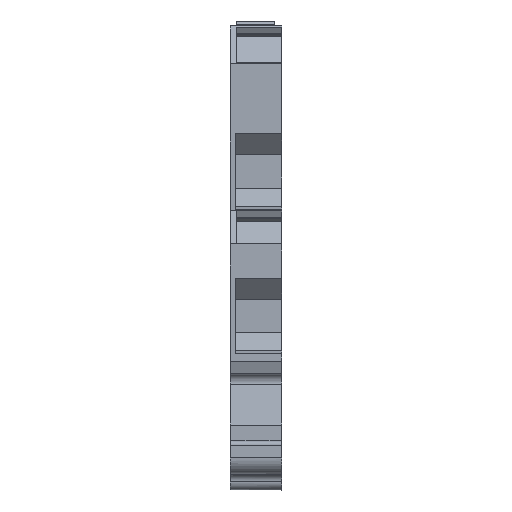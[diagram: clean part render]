
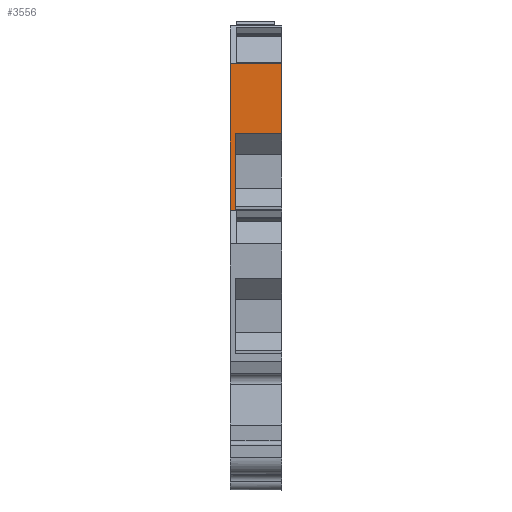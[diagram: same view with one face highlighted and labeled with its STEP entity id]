
A CAD part, front view. The second image highlights one B-rep face of the part: STEP entity #3556.
In plain terms, the highlighted planar face has unit normal (0, -1, 0).
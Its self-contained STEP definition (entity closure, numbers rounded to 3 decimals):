
#3520=AXIS2_PLACEMENT_3D('Plane Axis2P3D',#3517,#3518,#3519) ;
#404=CARTESIAN_POINT('Vertex',(0.,11.5,31.925)) ;
#407=CARTESIAN_POINT('Line Origine',(0.,11.5,41.387)) ;
#411=CARTESIAN_POINT('Vertex',(0.,11.5,50.85)) ;
#1581=CARTESIAN_POINT('Vertex',(6.1,11.5,50.85)) ;
#1584=CARTESIAN_POINT('Line Origine',(6.1,11.5,46.675)) ;
#1588=CARTESIAN_POINT('Vertex',(6.1,11.5,42.5)) ;
#1630=CARTESIAN_POINT('Vertex',(6.1,11.5,33.5)) ;
#1633=CARTESIAN_POINT('Line Origine',(6.1,11.5,32.712)) ;
#1637=CARTESIAN_POINT('Vertex',(6.1,11.5,31.925)) ;
#3505=CARTESIAN_POINT('Line Origine',(3.05,11.5,31.925)) ;
#3517=CARTESIAN_POINT('Axis2P3D Location',(0.,11.5,31.925)) ;
#3522=CARTESIAN_POINT('Line Origine',(0.59,11.5,38.)) ;
#3526=CARTESIAN_POINT('Vertex',(0.59,11.5,42.5)) ;
#3528=CARTESIAN_POINT('Vertex',(0.59,11.5,33.5)) ;
#3531=CARTESIAN_POINT('Line Origine',(3.345,11.5,42.5)) ;
#3536=CARTESIAN_POINT('Line Origine',(3.05,11.5,50.85)) ;
#3541=CARTESIAN_POINT('Line Origine',(3.345,11.5,33.5)) ;
#408=DIRECTION('Vector Direction',(0.,0.,1.)) ;
#1585=DIRECTION('Vector Direction',(0.,0.,-1.)) ;
#1634=DIRECTION('Vector Direction',(0.,0.,-1.)) ;
#3506=DIRECTION('Vector Direction',(1.,0.,0.)) ;
#3518=DIRECTION('Axis2P3D Direction',(0.,1.,0.)) ;
#3519=DIRECTION('Axis2P3D XDirection',(-1.,0.,0.)) ;
#3523=DIRECTION('Vector Direction',(0.,0.,-1.)) ;
#3532=DIRECTION('Vector Direction',(-1.,0.,0.)) ;
#3537=DIRECTION('Vector Direction',(-1.,0.,0.)) ;
#3542=DIRECTION('Vector Direction',(1.,0.,0.)) ;
#409=VECTOR('Line Direction',#408,1.) ;
#1586=VECTOR('Line Direction',#1585,1.) ;
#1635=VECTOR('Line Direction',#1634,1.) ;
#3507=VECTOR('Line Direction',#3506,1.) ;
#3524=VECTOR('Line Direction',#3523,1.) ;
#3533=VECTOR('Line Direction',#3532,1.) ;
#3538=VECTOR('Line Direction',#3537,1.) ;
#3543=VECTOR('Line Direction',#3542,1.) ;
#3547=ORIENTED_EDGE('',*,*,#3530,.F.) ;
#3548=ORIENTED_EDGE('',*,*,#3535,.F.) ;
#3549=ORIENTED_EDGE('',*,*,#1590,.F.) ;
#3550=ORIENTED_EDGE('',*,*,#3540,.T.) ;
#3551=ORIENTED_EDGE('',*,*,#413,.F.) ;
#3552=ORIENTED_EDGE('',*,*,#3509,.F.) ;
#3553=ORIENTED_EDGE('',*,*,#1639,.F.) ;
#3554=ORIENTED_EDGE('',*,*,#3545,.F.) ;
#3556=ADVANCED_FACE('Part1',(#3555),#3521,.F.) ;
#413=EDGE_CURVE('',#405,#412,#410,.T.) ;
#1590=EDGE_CURVE('',#1582,#1589,#1587,.T.) ;
#1639=EDGE_CURVE('',#1631,#1638,#1636,.T.) ;
#3509=EDGE_CURVE('',#1638,#405,#3508,.F.) ;
#3530=EDGE_CURVE('',#3527,#3529,#3525,.T.) ;
#3535=EDGE_CURVE('',#1589,#3527,#3534,.T.) ;
#3540=EDGE_CURVE('',#1582,#412,#3539,.T.) ;
#3545=EDGE_CURVE('',#3529,#1631,#3544,.T.) ;
#3546=EDGE_LOOP('',(#3547,#3548,#3549,#3550,#3551,#3552,#3553,#3554)) ;
#3555=FACE_OUTER_BOUND('',#3546,.T.) ;
#410=LINE('Line',#407,#409) ;
#1587=LINE('Line',#1584,#1586) ;
#1636=LINE('Line',#1633,#1635) ;
#3508=LINE('Line',#3505,#3507) ;
#3525=LINE('Line',#3522,#3524) ;
#3534=LINE('Line',#3531,#3533) ;
#3539=LINE('Line',#3536,#3538) ;
#3544=LINE('Line',#3541,#3543) ;
#3521=PLANE('',#3520) ;
#405=VERTEX_POINT('',#404) ;
#412=VERTEX_POINT('',#411) ;
#1582=VERTEX_POINT('',#1581) ;
#1589=VERTEX_POINT('',#1588) ;
#1631=VERTEX_POINT('',#1630) ;
#1638=VERTEX_POINT('',#1637) ;
#3527=VERTEX_POINT('',#3526) ;
#3529=VERTEX_POINT('',#3528) ;
